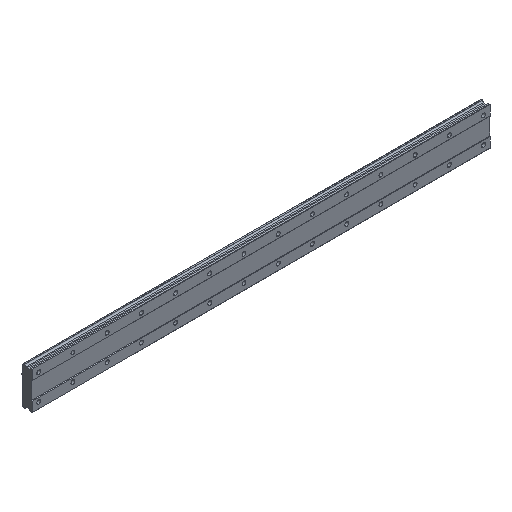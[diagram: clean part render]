
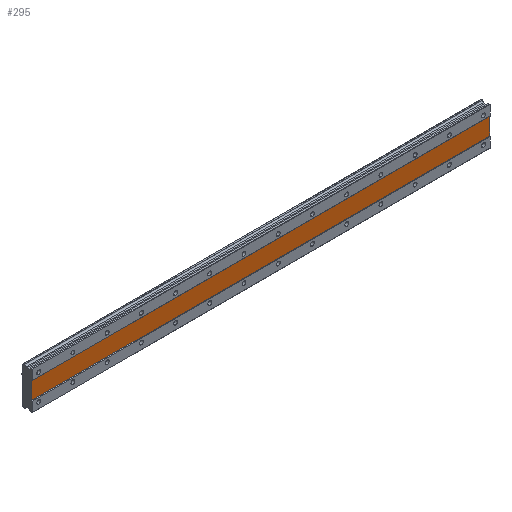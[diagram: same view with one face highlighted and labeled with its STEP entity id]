
A CAD part, isometric view. The second image highlights one B-rep face of the part: STEP entity #295.
In plain terms, the highlighted planar face has unit normal (0, -1, 0).
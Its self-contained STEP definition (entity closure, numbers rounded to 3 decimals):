
#128 = EDGE_CURVE ( 'NONE', #1786, #2538, #1454, .T. ) ;
#175 = CARTESIAN_POINT ( 'NONE',  ( 1055., 1., 20. ) ) ;
#178 = ORIENTED_EDGE ( 'NONE', *, *, #4695, .F. ) ;
#227 = DIRECTION ( 'NONE',  ( 0., 0., -1. ) ) ;
#295 = ADVANCED_FACE ( 'NONE', ( #1245 ), #794, .F. ) ;
#475 = LINE ( 'NONE', #504, #3863 ) ;
#504 = CARTESIAN_POINT ( 'NONE',  ( -15., 1., 44.91 ) ) ;
#514 = AXIS2_PLACEMENT_3D ( 'NONE', #4134, #2013, #2959 ) ;
#794 = PLANE ( 'NONE',  #514 ) ;
#1041 = CARTESIAN_POINT ( 'NONE',  ( 1055., 1., 44.91 ) ) ;
#1244 = ORIENTED_EDGE ( 'NONE', *, *, #3779, .T. ) ;
#1245 = FACE_OUTER_BOUND ( 'NONE', #2340, .T. ) ;
#1339 = LINE ( 'NONE', #5149, #1382 ) ;
#1382 = VECTOR ( 'NONE', #2516, 1000. ) ;
#1454 = LINE ( 'NONE', #1041, #2469 ) ;
#1786 = VERTEX_POINT ( 'NONE', #2677 ) ;
#1813 = VERTEX_POINT ( 'NONE', #5310 ) ;
#2013 = DIRECTION ( 'NONE',  ( 0., 1., 0. ) ) ;
#2340 = EDGE_LOOP ( 'NONE', ( #4822, #3416, #178, #1244 ) ) ;
#2469 = VECTOR ( 'NONE', #227, 1000. ) ;
#2516 = DIRECTION ( 'NONE',  ( -1., 0., 0. ) ) ;
#2538 = VERTEX_POINT ( 'NONE', #2632 ) ;
#2632 = CARTESIAN_POINT ( 'NONE',  ( 1055., 1., -20. ) ) ;
#2677 = CARTESIAN_POINT ( 'NONE',  ( 1055., 1., 20. ) ) ;
#2930 = CARTESIAN_POINT ( 'NONE',  ( -15., 1., 20. ) ) ;
#2959 = DIRECTION ( 'NONE',  ( 0., 0., 1. ) ) ;
#3119 = LINE ( 'NONE', #175, #3282 ) ;
#3153 = DIRECTION ( 'NONE',  ( 1., 0., 0. ) ) ;
#3282 = VECTOR ( 'NONE', #3153, 1000. ) ;
#3416 = ORIENTED_EDGE ( 'NONE', *, *, #128, .F. ) ;
#3649 = VERTEX_POINT ( 'NONE', #2930 ) ;
#3779 = EDGE_CURVE ( 'NONE', #3649, #1813, #475, .T. ) ;
#3855 = EDGE_CURVE ( 'NONE', #2538, #1813, #1339, .T. ) ;
#3863 = VECTOR ( 'NONE', #4706, 1000. ) ;
#4134 = CARTESIAN_POINT ( 'NONE',  ( 1055., 1., 20. ) ) ;
#4695 = EDGE_CURVE ( 'NONE', #3649, #1786, #3119, .T. ) ;
#4706 = DIRECTION ( 'NONE',  ( 0., 0., -1. ) ) ;
#4822 = ORIENTED_EDGE ( 'NONE', *, *, #3855, .F. ) ;
#5149 = CARTESIAN_POINT ( 'NONE',  ( 1055., 1., -20. ) ) ;
#5310 = CARTESIAN_POINT ( 'NONE',  ( -15., 1., -20. ) ) ;
